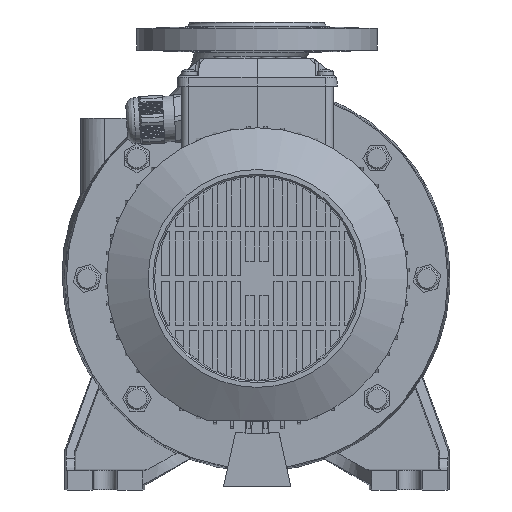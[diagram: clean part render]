
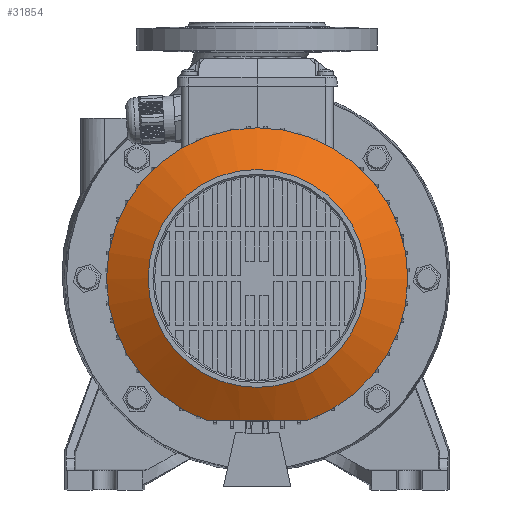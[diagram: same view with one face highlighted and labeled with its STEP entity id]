
A CAD part, left-side view. The second image highlights one B-rep face of the part: STEP entity #31854.
In plain terms, the highlighted free-form (B-spline) face has degree [2, 1] with [9, 2] control points.
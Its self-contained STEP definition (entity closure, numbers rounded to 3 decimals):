
#31714=CARTESIAN_POINT('',(-399.017,0.,-68.));
#31715=VERTEX_POINT('',#31714);
#31716=CARTESIAN_POINT('',(-399.017,0.,68.));
#31717=VERTEX_POINT('',#31716);
#31718=CARTESIAN_POINT('',(-399.017,0.,0.));
#31719=DIRECTION('',(1.0,0.,0.));
#31720=DIRECTION('',(0.,0.,1.0));
#31721=AXIS2_PLACEMENT_3D('',#31718,#31719,#31720);
#31722=CIRCLE('',#31721,68.);
#31723=EDGE_CURVE('',#31715,#31717,#31722,.T.);
#31725=CARTESIAN_POINT('',(-399.017,0.,0.));
#31726=DIRECTION('',(1.0,0.,0.));
#31727=DIRECTION('',(0.,0.,1.0));
#31728=AXIS2_PLACEMENT_3D('',#31725,#31726,#31727);
#31729=CIRCLE('',#31728,68.);
#31730=EDGE_CURVE('',#31717,#31715,#31729,.T.);
#31784=CARTESIAN_POINT('',(-384.006,0.,94.));
#31785=CARTESIAN_POINT('',(-384.006,-94.,94.));
#31786=CARTESIAN_POINT('',(-384.006,-94.,0.));
#31787=CARTESIAN_POINT('',(-384.006,-94.,-94.));
#31788=CARTESIAN_POINT('',(-384.006,0.,-94.));
#31789=CARTESIAN_POINT('',(-384.006,94.,-94.));
#31790=CARTESIAN_POINT('',(-384.006,94.,0.));
#31791=CARTESIAN_POINT('',(-384.006,94.,94.));
#31792=CARTESIAN_POINT('',(-384.006,0.,94.));
#31793=CARTESIAN_POINT('',(-399.017,0.,68.));
#31794=CARTESIAN_POINT('',(-399.017,-68.,68.));
#31795=CARTESIAN_POINT('',(-399.017,-68.,0.));
#31796=CARTESIAN_POINT('',(-399.017,-68.,-68.));
#31797=CARTESIAN_POINT('',(-399.017,0.,-68.));
#31798=CARTESIAN_POINT('',(-399.017,68.,-68.));
#31799=CARTESIAN_POINT('',(-399.017,68.,0.));
#31800=CARTESIAN_POINT('',(-399.017,68.,68.));
#31801=CARTESIAN_POINT('',(-399.017,0.,68.));
#31809=(BOUNDED_SURFACE()B_SPLINE_SURFACE(2,1,((#31784,#31793),(#31785,#31794),(#31786,#31795),(#31787,#31796),(#31788,#31797),(#31789,#31798),(#31790,#31799),(#31791,#31800),(#31792,#31801)),.UNSPECIFIED.,.T.,.F.,.U.)B_SPLINE_SURFACE_WITH_KNOTS((3,2,2,2,3),(2,2),(0.0,0.25,0.5,0.75,1.0),(0.0,30.022),.UNSPECIFIED.)GEOMETRIC_REPRESENTATION_ITEM()RATIONAL_B_SPLINE_SURFACE(((1.0,1.0),(0.707,0.707),(1.0,1.0),(0.707,0.707),(1.0,1.0),(0.707,0.707),(1.0,1.0),(0.707,0.707),(1.0,1.0)))REPRESENTATION_ITEM('')SURFACE());
#31810=CARTESIAN_POINT('',(-384.006,0.,94.));
#31811=VERTEX_POINT('',#31810);
#31812=CARTESIAN_POINT('',(-384.006,0.,94.));
#31813=DIRECTION('',(-0.5,0.,-0.866));
#31814=VECTOR('',#31813,30.022);
#31815=LINE('',#31812,#31814);
#31816=EDGE_CURVE('',#31811,#31717,#31815,.T.);
#31817=ORIENTED_EDGE('',*,*,#31816,.T.);
#31818=ORIENTED_EDGE('',*,*,#31730,.T.);
#31819=ORIENTED_EDGE('',*,*,#31723,.T.);
#31820=ORIENTED_EDGE('',*,*,#31816,.F.);
#31821=CARTESIAN_POINT('',(-384.006,31.682,-88.5));
#31822=VERTEX_POINT('',#31821);
#31823=CARTESIAN_POINT('',(-384.006,0.,0.));
#31824=DIRECTION('',(1.0,0.,0.));
#31825=DIRECTION('',(0.,0.,1.0));
#31826=AXIS2_PLACEMENT_3D('',#31823,#31824,#31825);
#31827=CIRCLE('',#31826,94.0);
#31828=EDGE_CURVE('',#31822,#31811,#31827,.T.);
#31829=ORIENTED_EDGE('',*,*,#31828,.F.);
#31830=CARTESIAN_POINT('',(-384.006,-31.682,-88.5));
#31831=VERTEX_POINT('',#31830);
#31832=CARTESIAN_POINT('',(-384.006,31.682,-88.5));
#31833=CARTESIAN_POINT('',(-384.584,28.711,-88.5));
#31834=CARTESIAN_POINT('',(-385.654,22.433,-88.5));
#31835=CARTESIAN_POINT('',(-386.717,13.127,-88.5));
#31836=CARTESIAN_POINT('',(-387.224,3.772,-88.5));
#31837=CARTESIAN_POINT('',(-387.179,-5.432,-88.5));
#31838=CARTESIAN_POINT('',(-386.578,-14.613,-88.5));
#31839=CARTESIAN_POINT('',(-385.493,-23.417,-88.5));
#31840=CARTESIAN_POINT('',(-384.522,-29.03,-88.5));
#31841=CARTESIAN_POINT('',(-384.006,-31.682,-88.5));
#31842=B_SPLINE_CURVE_WITH_KNOTS('',3,(#31832,#31833,#31834,#31835,#31836,#31837,#31838,#31839,#31840,#31841),.UNSPECIFIED.,.F.,.U.,(4,1,1,1,1,1,1,4),(0.0,9.083,19.098,28.087,37.176,46.698,55.674,63.781),.UNSPECIFIED.);
#31843=EDGE_CURVE('',#31822,#31831,#31842,.T.);
#31844=ORIENTED_EDGE('',*,*,#31843,.T.);
#31845=CARTESIAN_POINT('',(-384.006,0.,0.));
#31846=DIRECTION('',(1.0,0.,0.));
#31847=DIRECTION('',(0.,0.,1.0));
#31848=AXIS2_PLACEMENT_3D('',#31845,#31846,#31847);
#31849=CIRCLE('',#31848,94.0);
#31850=EDGE_CURVE('',#31811,#31831,#31849,.T.);
#31851=ORIENTED_EDGE('',*,*,#31850,.F.);
#31852=EDGE_LOOP('',(#31817,#31818,#31819,#31820,#31829,#31844,#31851));
#31853=FACE_OUTER_BOUND('',#31852,.T.);
#31854=ADVANCED_FACE('',(#31853),#31809,.F.);
